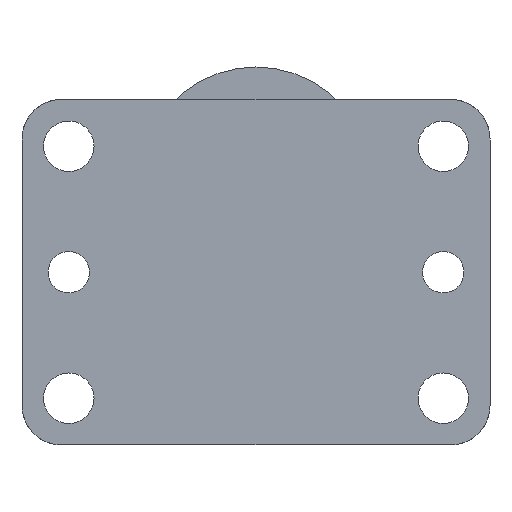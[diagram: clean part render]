
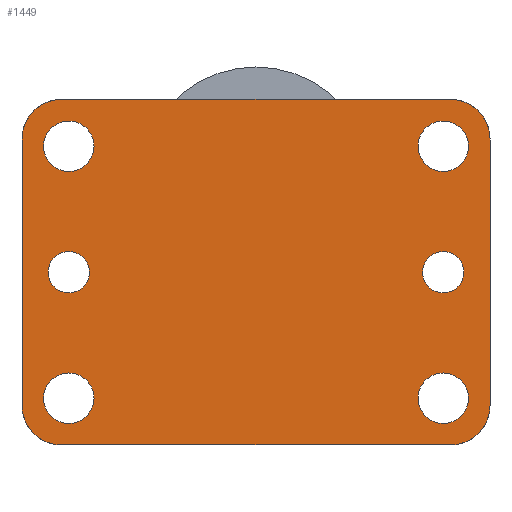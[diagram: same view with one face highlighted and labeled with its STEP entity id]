
A CAD part, front view. The second image highlights one B-rep face of the part: STEP entity #1449.
In plain terms, the highlighted planar face has unit normal (0, -1, 0).
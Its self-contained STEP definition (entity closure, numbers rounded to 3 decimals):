
#46=PLANE('',#1586);
#98=LINE('',#2273,#202);
#101=LINE('',#2293,#205);
#102=LINE('',#2297,#206);
#103=LINE('',#2301,#207);
#202=VECTOR('',#1802,1000.);
#205=VECTOR('',#1821,1000.);
#206=VECTOR('',#1824,1000.);
#207=VECTOR('',#1827,1000.);
#323=ORIENTED_EDGE('',*,*,#717,.F.);
#324=ORIENTED_EDGE('',*,*,#718,.F.);
#325=ORIENTED_EDGE('',*,*,#719,.T.);
#326=ORIENTED_EDGE('',*,*,#720,.T.);
#327=ORIENTED_EDGE('',*,*,#721,.T.);
#328=ORIENTED_EDGE('',*,*,#722,.T.);
#329=ORIENTED_EDGE('',*,*,#714,.T.);
#330=ORIENTED_EDGE('',*,*,#723,.F.);
#331=ORIENTED_EDGE('',*,*,#724,.T.);
#332=ORIENTED_EDGE('',*,*,#725,.F.);
#333=ORIENTED_EDGE('',*,*,#726,.F.);
#334=ORIENTED_EDGE('',*,*,#727,.F.);
#335=ORIENTED_EDGE('',*,*,#728,.F.);
#336=ORIENTED_EDGE('',*,*,#729,.F.);
#714=EDGE_CURVE('',#910,#909,#98,.T.);
#717=EDGE_CURVE('',#912,#912,#1043,.T.);
#718=EDGE_CURVE('',#913,#913,#1044,.T.);
#719=EDGE_CURVE('',#914,#914,#1045,.T.);
#720=EDGE_CURVE('',#915,#915,#1046,.T.);
#721=EDGE_CURVE('',#916,#916,#1047,.T.);
#722=EDGE_CURVE('',#917,#917,#1048,.T.);
#723=EDGE_CURVE('',#918,#909,#1049,.T.);
#724=EDGE_CURVE('',#918,#919,#101,.T.);
#725=EDGE_CURVE('',#920,#919,#1050,.T.);
#726=EDGE_CURVE('',#921,#920,#102,.T.);
#727=EDGE_CURVE('',#922,#921,#1051,.T.);
#728=EDGE_CURVE('',#923,#922,#103,.T.);
#729=EDGE_CURVE('',#910,#923,#1052,.T.);
#909=VERTEX_POINT('',#2272);
#910=VERTEX_POINT('',#2274);
#912=VERTEX_POINT('',#2280);
#913=VERTEX_POINT('',#2282);
#914=VERTEX_POINT('',#2284);
#915=VERTEX_POINT('',#2286);
#916=VERTEX_POINT('',#2288);
#917=VERTEX_POINT('',#2290);
#918=VERTEX_POINT('',#2292);
#919=VERTEX_POINT('',#2294);
#920=VERTEX_POINT('',#2296);
#921=VERTEX_POINT('',#2298);
#922=VERTEX_POINT('',#2300);
#923=VERTEX_POINT('',#2302);
#1043=CIRCLE('',#1587,5.75);
#1044=CIRCLE('',#1588,5.75);
#1045=CIRCLE('',#1589,7.);
#1046=CIRCLE('',#1590,7.);
#1047=CIRCLE('',#1591,7.);
#1048=CIRCLE('',#1592,7.);
#1049=CIRCLE('',#1593,11.);
#1050=CIRCLE('',#1594,11.);
#1051=CIRCLE('',#1595,11.);
#1052=CIRCLE('',#1596,11.);
#1131=EDGE_LOOP('',(#323));
#1132=EDGE_LOOP('',(#324));
#1133=EDGE_LOOP('',(#325));
#1134=EDGE_LOOP('',(#326));
#1135=EDGE_LOOP('',(#327));
#1136=EDGE_LOOP('',(#328));
#1137=EDGE_LOOP('',(#329,#330,#331,#332,#333,#334,#335,#336));
#1267=FACE_BOUND('',#1131,.T.);
#1268=FACE_BOUND('',#1132,.T.);
#1269=FACE_BOUND('',#1133,.T.);
#1270=FACE_BOUND('',#1134,.T.);
#1271=FACE_BOUND('',#1135,.T.);
#1272=FACE_BOUND('',#1136,.T.);
#1273=FACE_BOUND('',#1137,.T.);
#1449=ADVANCED_FACE('',(#1267,#1268,#1269,#1270,#1271,#1272,#1273),#46,
 .F.);
#1586=AXIS2_PLACEMENT_3D('',#2278,#1805,#1806);
#1587=AXIS2_PLACEMENT_3D('',#2279,#1807,#1808);
#1588=AXIS2_PLACEMENT_3D('',#2281,#1809,#1810);
#1589=AXIS2_PLACEMENT_3D('',#2283,#1811,#1812);
#1590=AXIS2_PLACEMENT_3D('',#2285,#1813,#1814);
#1591=AXIS2_PLACEMENT_3D('',#2287,#1815,#1816);
#1592=AXIS2_PLACEMENT_3D('',#2289,#1817,#1818);
#1593=AXIS2_PLACEMENT_3D('',#2291,#1819,#1820);
#1594=AXIS2_PLACEMENT_3D('',#2295,#1822,#1823);
#1595=AXIS2_PLACEMENT_3D('',#2299,#1825,#1826);
#1596=AXIS2_PLACEMENT_3D('',#2303,#1828,#1829);
#1802=DIRECTION('',(0.,0.,-1.));
#1805=DIRECTION('',(0.,1.,0.));
#1806=DIRECTION('',(0.,0.,1.));
#1807=DIRECTION('',(0.,-1.,0.));
#1808=DIRECTION('',(0.,0.,-1.));
#1809=DIRECTION('',(0.,-1.,0.));
#1810=DIRECTION('',(0.,0.,-1.));
#1811=DIRECTION('',(0.,1.,0.));
#1812=DIRECTION('',(0.,0.,1.));
#1813=DIRECTION('',(0.,1.,0.));
#1814=DIRECTION('',(0.,0.,1.));
#1815=DIRECTION('',(0.,1.,0.));
#1816=DIRECTION('',(0.,0.,1.));
#1817=DIRECTION('',(0.,1.,0.));
#1818=DIRECTION('',(0.,0.,1.));
#1819=DIRECTION('',(0.,1.,0.));
#1820=DIRECTION('',(1.,0.,0.));
#1821=DIRECTION('',(1.,0.,0.));
#1822=DIRECTION('',(0.,1.,0.));
#1823=DIRECTION('',(1.,0.,0.));
#1824=DIRECTION('',(0.,0.,-1.));
#1825=DIRECTION('',(0.,1.,0.));
#1826=DIRECTION('',(1.,0.,0.));
#1827=DIRECTION('',(1.,0.,0.));
#1828=DIRECTION('',(0.,1.,0.));
#1829=DIRECTION('',(1.,0.,0.));
#2272=CARTESIAN_POINT('',(-65.,0.,-2.));
#2273=CARTESIAN_POINT('',(-65.,0.,83.));
#2274=CARTESIAN_POINT('',(-65.,0.,72.));
#2278=CARTESIAN_POINT('',(-65.,0.,83.));
#2279=CARTESIAN_POINT('',(-52.,0.,35.));
#2280=CARTESIAN_POINT('',(-52.,0.,29.25));
#2281=CARTESIAN_POINT('',(52.,0.,35.));
#2282=CARTESIAN_POINT('',(52.,0.,29.25));
#2283=CARTESIAN_POINT('',(-52.,0.,0.));
#2284=CARTESIAN_POINT('',(-52.,0.,7.));
#2285=CARTESIAN_POINT('',(-52.,0.,70.));
#2286=CARTESIAN_POINT('',(-52.,0.,77.));
#2287=CARTESIAN_POINT('',(52.,0.,0.));
#2288=CARTESIAN_POINT('',(52.,0.,7.));
#2289=CARTESIAN_POINT('',(52.,0.,70.));
#2290=CARTESIAN_POINT('',(52.,0.,77.));
#2291=CARTESIAN_POINT('',(-54.,0.,-2.));
#2292=CARTESIAN_POINT('',(-54.,0.,-13.));
#2293=CARTESIAN_POINT('',(-65.,0.,-13.));
#2294=CARTESIAN_POINT('',(54.,0.,-13.));
#2295=CARTESIAN_POINT('',(54.,0.,-2.));
#2296=CARTESIAN_POINT('',(65.,0.,-2.));
#2297=CARTESIAN_POINT('',(65.,0.,83.));
#2298=CARTESIAN_POINT('',(65.,0.,72.));
#2299=CARTESIAN_POINT('',(54.,0.,72.));
#2300=CARTESIAN_POINT('',(54.,0.,83.));
#2301=CARTESIAN_POINT('',(-65.,0.,83.));
#2302=CARTESIAN_POINT('',(-54.,0.,83.));
#2303=CARTESIAN_POINT('',(-54.,0.,72.));
